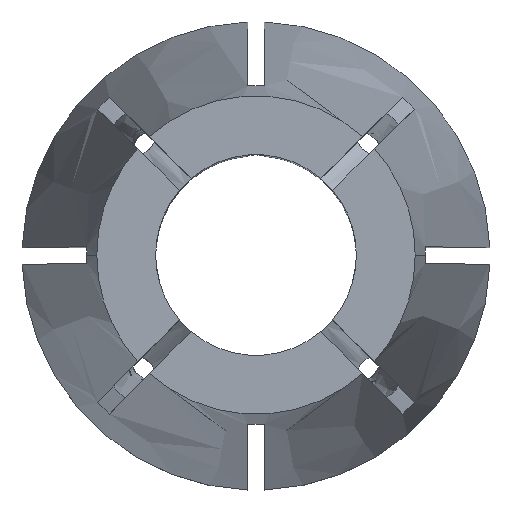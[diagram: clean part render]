
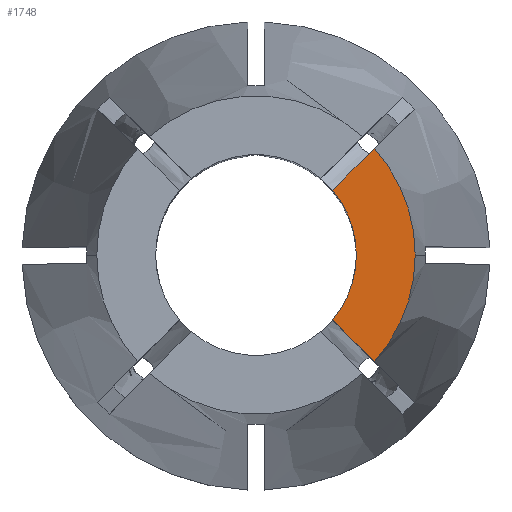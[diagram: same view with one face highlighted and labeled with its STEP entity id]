
A CAD part, top view. The second image highlights one B-rep face of the part: STEP entity #1748.
In plain terms, the highlighted planar face has unit normal (0, 0, 1).
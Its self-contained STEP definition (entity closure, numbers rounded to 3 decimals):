
#2 = CARTESIAN_POINT ( 'NONE',  ( 5.308, 4.778, 0. ) ) ;
#111 = DIRECTION ( 'NONE',  ( 1., 0., 0. ) ) ;
#121 = DIRECTION ( 'NONE',  ( 0., 0., 1. ) ) ;
#135 = CARTESIAN_POINT ( 'NONE',  ( 0., 0., 0. ) ) ;
#261 = VECTOR ( 'NONE', #1916, 1000. ) ;
#317 = DIRECTION ( 'NONE',  ( 0., 0., 1. ) ) ;
#477 = VERTEX_POINT ( 'NONE', #2058 ) ;
#545 = ORIENTED_EDGE ( 'NONE', *, *, #2721, .F. ) ;
#639 = CIRCLE ( 'NONE', #1046, 4.5 ) ;
#646 = ORIENTED_EDGE ( 'NONE', *, *, #702, .T. ) ;
#658 = AXIS2_PLACEMENT_3D ( 'NONE', #2337, #2016, #1646 ) ;
#702 = EDGE_CURVE ( 'NONE', #2651, #1741, #2915, .T. ) ;
#712 = CIRCLE ( 'NONE', #2578, 4.5 ) ;
#717 = DIRECTION ( 'NONE',  ( 0.707, 0.707, 0. ) ) ;
#732 = EDGE_CURVE ( 'NONE', #477, #1336, #712, .T. ) ;
#852 = CARTESIAN_POINT ( 'NONE',  ( 0.265, -0.265, 0. ) ) ;
#1046 = AXIS2_PLACEMENT_3D ( 'NONE', #135, #121, #111 ) ;
#1268 = VERTEX_POINT ( 'NONE', #1512 ) ;
#1336 = VERTEX_POINT ( 'NONE', #2181 ) ;
#1358 = EDGE_LOOP ( 'NONE', ( #2404, #646, #2844, #545, #1431, #2492 ) ) ;
#1388 = FACE_OUTER_BOUND ( 'NONE', #1358, .T. ) ;
#1431 = ORIENTED_EDGE ( 'NONE', *, *, #2399, .F. ) ;
#1456 = AXIS2_PLACEMENT_3D ( 'NONE', #2868, #2791, #2740 ) ;
#1512 = CARTESIAN_POINT ( 'NONE',  ( 3.436, 2.906, 0. ) ) ;
#1541 = CARTESIAN_POINT ( 'NONE',  ( 0., 0., 0. ) ) ;
#1646 = DIRECTION ( 'NONE',  ( -1., 0., 0. ) ) ;
#1729 = EDGE_CURVE ( 'NONE', #2651, #477, #2501, .T. ) ;
#1741 = VERTEX_POINT ( 'NONE', #2659 ) ;
#1748 = ADVANCED_FACE ( 'NONE', ( #1388 ), #2401, .F. ) ;
#1851 = VERTEX_POINT ( 'NONE', #2 ) ;
#1916 = DIRECTION ( 'NONE',  ( -0.707, 0.707, 0. ) ) ;
#1922 = DIRECTION ( 'NONE',  ( 1., 0., 0. ) ) ;
#2016 = DIRECTION ( 'NONE',  ( 0., 0., -1. ) ) ;
#2058 = CARTESIAN_POINT ( 'NONE',  ( 3.436, -2.906, 0. ) ) ;
#2181 = CARTESIAN_POINT ( 'NONE',  ( 4.5, 0., 0. ) ) ;
#2227 = CARTESIAN_POINT ( 'NONE',  ( 0.265, 0.265, 0. ) ) ;
#2260 = AXIS2_PLACEMENT_3D ( 'NONE', #1541, #2498, #2288 ) ;
#2288 = DIRECTION ( 'NONE',  ( 1., 0., 0. ) ) ;
#2290 = CARTESIAN_POINT ( 'NONE',  ( 5.308, -4.778, 0. ) ) ;
#2337 = CARTESIAN_POINT ( 'NONE',  ( 0., 0., 0. ) ) ;
#2357 = VECTOR ( 'NONE', #717, 1000. ) ;
#2399 = EDGE_CURVE ( 'NONE', #1336, #1268, #639, .T. ) ;
#2401 = PLANE ( 'NONE',  #658 ) ;
#2404 = ORIENTED_EDGE ( 'NONE', *, *, #1729, .F. ) ;
#2492 = ORIENTED_EDGE ( 'NONE', *, *, #732, .F. ) ;
#2498 = DIRECTION ( 'NONE',  ( 0., 0., 1. ) ) ;
#2501 = LINE ( 'NONE', #2227, #261 ) ;
#2578 = AXIS2_PLACEMENT_3D ( 'NONE', #2725, #317, #1922 ) ;
#2604 = EDGE_CURVE ( 'NONE', #1741, #1851, #2635, .T. ) ;
#2635 = CIRCLE ( 'NONE', #1456, 7.141 ) ;
#2651 = VERTEX_POINT ( 'NONE', #2290 ) ;
#2659 = CARTESIAN_POINT ( 'NONE',  ( 7.141, 0., 0. ) ) ;
#2721 = EDGE_CURVE ( 'NONE', #1268, #1851, #2939, .T. ) ;
#2725 = CARTESIAN_POINT ( 'NONE',  ( 0., 0., 0. ) ) ;
#2740 = DIRECTION ( 'NONE',  ( 1., 0., 0. ) ) ;
#2791 = DIRECTION ( 'NONE',  ( 0., 0., 1. ) ) ;
#2844 = ORIENTED_EDGE ( 'NONE', *, *, #2604, .T. ) ;
#2868 = CARTESIAN_POINT ( 'NONE',  ( 0., 0., 0. ) ) ;
#2915 = CIRCLE ( 'NONE', #2260, 7.141 ) ;
#2939 = LINE ( 'NONE', #852, #2357 ) ;
